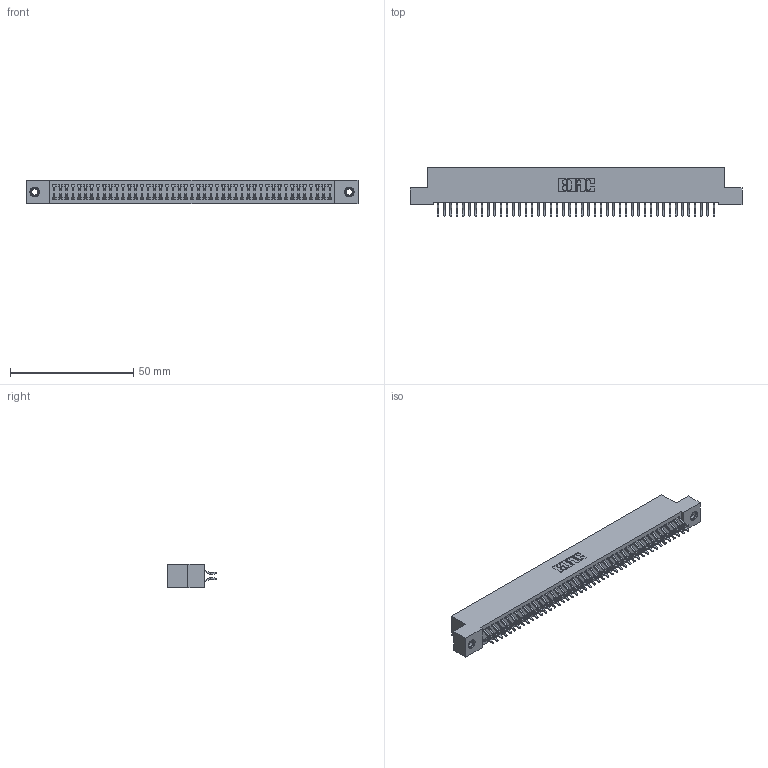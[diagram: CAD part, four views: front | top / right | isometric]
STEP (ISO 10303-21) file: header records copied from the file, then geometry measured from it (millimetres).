
FILE_DESCRIPTION (( 'STEP AP203' ), '1' );
FILE_NAME ('342-090-556-207.STEP', '2019-10-04T14:27:29', ( '' ), ( '' ), 'SwSTEP 2.0', 'SolidWorks 2016', '' );
FILE_SCHEMA (( 'CONFIG_CONTROL_DESIGN' ));
Length unit declared in the file: inch
Products named in the file (4): 342 Part_TI; 345-292-001_556 Tail; 345-250-001_345-250-005-103; 342-090-556-207
Assembly tree (93 placements, depth 2):
  342-090-556-207
    342 Part_TI
    345-292-001_556 Tail  x90
    345-250-001_345-250-005-103  x2
Bounding box: 134.62 x 19.58 x 9.4 mm (x, y, z)
Volume: 12094.8 mm3; surface area: 19699.7 mm2
Topology: 93 solids, 93 shells, 5390 faces, 16005 edges, 10542 vertices
Faces by surface type: plane 3698, cylinder 1676, cone 12, torus 4
Entity records: 29836 total; most frequent: CARTESIAN_POINT 4937, ORIENTED_EDGE 4854, DIRECTION 4233, EDGE_CURVE 2427, LINE 2271, VECTOR 2271, VERTEX_POINT 1612, AXIS2_PLACEMENT_3D 981
